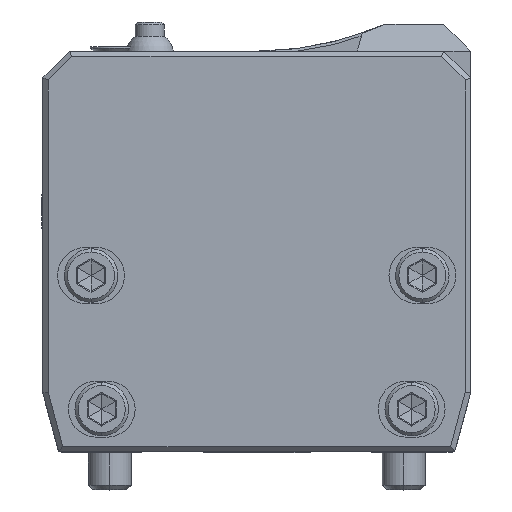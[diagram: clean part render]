
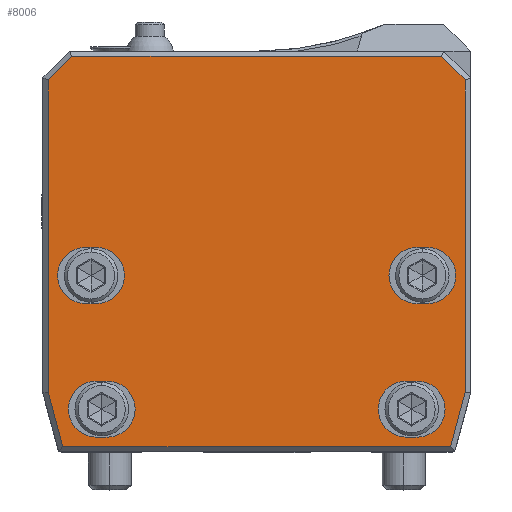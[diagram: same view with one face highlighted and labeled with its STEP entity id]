
A CAD part, top view. The second image highlights one B-rep face of the part: STEP entity #8006.
In plain terms, the highlighted planar face has unit normal (0, 0, 1).
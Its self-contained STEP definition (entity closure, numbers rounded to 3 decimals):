
#851=DIRECTION('',(1.,0.,0.));
#852=VECTOR('',#851,72.57);
#853=CARTESIAN_POINT('',(-36.285,1.,15.));
#854=LINE('',#853,#852);
#855=DIRECTION('',(0.259,-0.966,0.));
#856=VECTOR('',#855,10.489);
#857=CARTESIAN_POINT('',(-39.,11.132,15.));
#858=LINE('',#857,#856);
#859=DIRECTION('',(0.,-1.,0.));
#860=VECTOR('',#859,58.454);
#861=CARTESIAN_POINT('',(-39.,69.586,15.));
#862=LINE('',#861,#860);
#863=DIRECTION('',(-0.707,-0.707,0.));
#864=VECTOR('',#863,6.243);
#865=CARTESIAN_POINT('',(-34.586,74.,15.));
#866=LINE('',#865,#864);
#867=DIRECTION('',(-1.,0.,0.));
#868=VECTOR('',#867,69.172);
#869=CARTESIAN_POINT('',(34.586,74.,15.));
#870=LINE('',#869,#868);
#871=DIRECTION('',(-0.707,0.707,0.));
#872=VECTOR('',#871,6.243);
#873=CARTESIAN_POINT('',(39.,69.586,15.));
#874=LINE('',#873,#872);
#875=DIRECTION('',(0.,1.,0.));
#876=VECTOR('',#875,58.454);
#877=CARTESIAN_POINT('',(39.,11.132,15.));
#878=LINE('',#877,#876);
#879=DIRECTION('',(0.259,0.966,0.));
#880=VECTOR('',#879,10.489);
#881=CARTESIAN_POINT('',(36.285,1.,15.));
#882=LINE('',#881,#880);
#883=CARTESIAN_POINT('',(-32.,33.,15.));
#884=DIRECTION('',(0.,0.,1.));
#885=DIRECTION('',(0.,1.,0.));
#886=AXIS2_PLACEMENT_3D('',#883,#884,#885);
#888=DIRECTION('',(1.,0.,0.));
#889=VECTOR('',#888,2.);
#890=CARTESIAN_POINT('',(-32.,27.75,15.));
#891=LINE('',#890,#889);
#892=CARTESIAN_POINT('',(-30.,33.,15.));
#893=DIRECTION('',(0.,0.,1.));
#894=DIRECTION('',(0.,-1.,0.));
#895=AXIS2_PLACEMENT_3D('',#892,#893,#894);
#897=DIRECTION('',(-1.,0.,0.));
#898=VECTOR('',#897,2.);
#899=CARTESIAN_POINT('',(-30.,38.25,15.));
#900=LINE('',#899,#898);
#901=CARTESIAN_POINT('',(-30.,8.,15.));
#902=DIRECTION('',(0.,0.,1.));
#903=DIRECTION('',(0.,1.,0.));
#904=AXIS2_PLACEMENT_3D('',#901,#902,#903);
#906=DIRECTION('',(1.,0.,0.));
#907=VECTOR('',#906,2.);
#908=CARTESIAN_POINT('',(-30.,2.75,15.));
#909=LINE('',#908,#907);
#910=CARTESIAN_POINT('',(-28.,8.,15.));
#911=DIRECTION('',(0.,0.,1.));
#912=DIRECTION('',(0.,-1.,0.));
#913=AXIS2_PLACEMENT_3D('',#910,#911,#912);
#915=DIRECTION('',(-1.,0.,0.));
#916=VECTOR('',#915,2.);
#917=CARTESIAN_POINT('',(-28.,13.25,15.));
#918=LINE('',#917,#916);
#919=DIRECTION('',(-1.,0.,0.));
#920=VECTOR('',#919,2.);
#921=CARTESIAN_POINT('',(32.,38.25,15.));
#922=LINE('',#921,#920);
#923=CARTESIAN_POINT('',(30.,33.,15.));
#924=DIRECTION('',(0.,0.,1.));
#925=DIRECTION('',(0.,1.,0.));
#926=AXIS2_PLACEMENT_3D('',#923,#924,#925);
#928=DIRECTION('',(1.,0.,0.));
#929=VECTOR('',#928,2.);
#930=CARTESIAN_POINT('',(30.,27.75,15.));
#931=LINE('',#930,#929);
#932=CARTESIAN_POINT('',(32.,33.,15.));
#933=DIRECTION('',(0.,0.,1.));
#934=DIRECTION('',(0.,-1.,0.));
#935=AXIS2_PLACEMENT_3D('',#932,#933,#934);
#937=DIRECTION('',(-1.,0.,0.));
#938=VECTOR('',#937,2.);
#939=CARTESIAN_POINT('',(30.,13.25,15.));
#940=LINE('',#939,#938);
#941=CARTESIAN_POINT('',(28.,8.,15.));
#942=DIRECTION('',(0.,0.,1.));
#943=DIRECTION('',(0.,1.,0.));
#944=AXIS2_PLACEMENT_3D('',#941,#942,#943);
#946=DIRECTION('',(1.,0.,0.));
#947=VECTOR('',#946,2.);
#948=CARTESIAN_POINT('',(28.,2.75,15.));
#949=LINE('',#948,#947);
#950=CARTESIAN_POINT('',(30.,8.,15.));
#951=DIRECTION('',(0.,0.,1.));
#952=DIRECTION('',(0.,-1.,0.));
#953=AXIS2_PLACEMENT_3D('',#950,#951,#952);
#6155=CARTESIAN_POINT('',(-32.,38.25,15.));
#6156=CARTESIAN_POINT('',(-32.,27.75,15.));
#6157=VERTEX_POINT('',#6155);
#6158=VERTEX_POINT('',#6156);
#6159=CARTESIAN_POINT('',(-30.,27.75,15.));
#6160=VERTEX_POINT('',#6159);
#6161=CARTESIAN_POINT('',(-30.,38.25,15.));
#6162=VERTEX_POINT('',#6161);
#6163=CARTESIAN_POINT('',(-30.,13.25,15.));
#6164=CARTESIAN_POINT('',(-30.,2.75,15.));
#6165=VERTEX_POINT('',#6163);
#6166=VERTEX_POINT('',#6164);
#6167=CARTESIAN_POINT('',(-28.,2.75,15.));
#6168=VERTEX_POINT('',#6167);
#6169=CARTESIAN_POINT('',(-28.,13.25,15.));
#6170=VERTEX_POINT('',#6169);
#6171=CARTESIAN_POINT('',(32.,38.25,15.));
#6172=CARTESIAN_POINT('',(30.,38.25,15.));
#6173=VERTEX_POINT('',#6171);
#6174=VERTEX_POINT('',#6172);
#6175=CARTESIAN_POINT('',(30.,27.75,15.));
#6176=VERTEX_POINT('',#6175);
#6177=CARTESIAN_POINT('',(32.,27.75,15.));
#6178=VERTEX_POINT('',#6177);
#6179=CARTESIAN_POINT('',(30.,13.25,15.));
#6180=CARTESIAN_POINT('',(28.,13.25,15.));
#6181=VERTEX_POINT('',#6179);
#6182=VERTEX_POINT('',#6180);
#6183=CARTESIAN_POINT('',(28.,2.75,15.));
#6184=VERTEX_POINT('',#6183);
#6185=CARTESIAN_POINT('',(30.,2.75,15.));
#6186=VERTEX_POINT('',#6185);
#6191=CARTESIAN_POINT('',(-36.285,1.,15.));
#6192=CARTESIAN_POINT('',(36.285,1.,15.));
#6193=VERTEX_POINT('',#6191);
#6194=VERTEX_POINT('',#6192);
#6197=CARTESIAN_POINT('',(39.,11.132,15.));
#6198=VERTEX_POINT('',#6197);
#6201=CARTESIAN_POINT('',(39.,69.586,15.));
#6202=VERTEX_POINT('',#6201);
#6207=CARTESIAN_POINT('',(34.586,74.,15.));
#6208=CARTESIAN_POINT('',(-34.586,74.,15.));
#6209=VERTEX_POINT('',#6207);
#6210=VERTEX_POINT('',#6208);
#6211=CARTESIAN_POINT('',(-39.,69.586,15.));
#6212=CARTESIAN_POINT('',(-39.,11.132,15.));
#6213=VERTEX_POINT('',#6211);
#6214=VERTEX_POINT('',#6212);
#7945=CARTESIAN_POINT('',(0.,0.,15.));
#7946=DIRECTION('',(0.,0.,1.));
#7947=DIRECTION('',(1.,0.,0.));
#7948=AXIS2_PLACEMENT_3D('',#7945,#7946,#7947);
#7949=PLANE('',#7948);
#7951=ORIENTED_EDGE('',*,*,#7950,.F.);
#7952=ORIENTED_EDGE('',*,*,#7924,.F.);
#7953=ORIENTED_EDGE('',*,*,#7936,.F.);
#7955=ORIENTED_EDGE('',*,*,#7954,.F.);
#7957=ORIENTED_EDGE('',*,*,#7956,.F.);
#7959=ORIENTED_EDGE('',*,*,#7958,.F.);
#7961=ORIENTED_EDGE('',*,*,#7960,.F.);
#7963=ORIENTED_EDGE('',*,*,#7962,.F.);
#7964=EDGE_LOOP('',(#7951,#7952,#7953,#7955,#7957,#7959,#7961,#7963));
#7965=FACE_OUTER_BOUND('',#7964,.F.);
#7967=ORIENTED_EDGE('',*,*,#7966,.T.);
#7969=ORIENTED_EDGE('',*,*,#7968,.T.);
#7971=ORIENTED_EDGE('',*,*,#7970,.T.);
#7973=ORIENTED_EDGE('',*,*,#7972,.T.);
#7974=EDGE_LOOP('',(#7967,#7969,#7971,#7973));
#7975=FACE_BOUND('',#7974,.F.);
#7977=ORIENTED_EDGE('',*,*,#7976,.T.);
#7979=ORIENTED_EDGE('',*,*,#7978,.T.);
#7981=ORIENTED_EDGE('',*,*,#7980,.T.);
#7983=ORIENTED_EDGE('',*,*,#7982,.T.);
#7984=EDGE_LOOP('',(#7977,#7979,#7981,#7983));
#7985=FACE_BOUND('',#7984,.F.);
#7987=ORIENTED_EDGE('',*,*,#7986,.T.);
#7989=ORIENTED_EDGE('',*,*,#7988,.T.);
#7991=ORIENTED_EDGE('',*,*,#7990,.T.);
#7993=ORIENTED_EDGE('',*,*,#7992,.T.);
#7994=EDGE_LOOP('',(#7987,#7989,#7991,#7993));
#7995=FACE_BOUND('',#7994,.F.);
#7997=ORIENTED_EDGE('',*,*,#7996,.T.);
#7999=ORIENTED_EDGE('',*,*,#7998,.T.);
#8001=ORIENTED_EDGE('',*,*,#8000,.T.);
#8003=ORIENTED_EDGE('',*,*,#8002,.T.);
#8004=EDGE_LOOP('',(#7997,#7999,#8001,#8003));
#8005=FACE_BOUND('',#8004,.F.);
#887=CIRCLE('',#886,5.25);
#896=CIRCLE('',#895,5.25);
#905=CIRCLE('',#904,5.25);
#914=CIRCLE('',#913,5.25);
#927=CIRCLE('',#926,5.25);
#936=CIRCLE('',#935,5.25);
#945=CIRCLE('',#944,5.25);
#954=CIRCLE('',#953,5.25);
#7924=EDGE_CURVE('',#6214,#6193,#858,.T.);
#7936=EDGE_CURVE('',#6213,#6214,#862,.T.);
#7950=EDGE_CURVE('',#6193,#6194,#854,.T.);
#7954=EDGE_CURVE('',#6210,#6213,#866,.T.);
#7956=EDGE_CURVE('',#6209,#6210,#870,.T.);
#7958=EDGE_CURVE('',#6202,#6209,#874,.T.);
#7960=EDGE_CURVE('',#6198,#6202,#878,.T.);
#7962=EDGE_CURVE('',#6194,#6198,#882,.T.);
#7966=EDGE_CURVE('',#6157,#6158,#887,.T.);
#7968=EDGE_CURVE('',#6158,#6160,#891,.T.);
#7970=EDGE_CURVE('',#6160,#6162,#896,.T.);
#7972=EDGE_CURVE('',#6162,#6157,#900,.T.);
#7976=EDGE_CURVE('',#6165,#6166,#905,.T.);
#7978=EDGE_CURVE('',#6166,#6168,#909,.T.);
#7980=EDGE_CURVE('',#6168,#6170,#914,.T.);
#7982=EDGE_CURVE('',#6170,#6165,#918,.T.);
#7986=EDGE_CURVE('',#6173,#6174,#922,.T.);
#7988=EDGE_CURVE('',#6174,#6176,#927,.T.);
#7990=EDGE_CURVE('',#6176,#6178,#931,.T.);
#7992=EDGE_CURVE('',#6178,#6173,#936,.T.);
#7996=EDGE_CURVE('',#6181,#6182,#940,.T.);
#7998=EDGE_CURVE('',#6182,#6184,#945,.T.);
#8000=EDGE_CURVE('',#6184,#6186,#949,.T.);
#8002=EDGE_CURVE('',#6186,#6181,#954,.T.);
#8006=ADVANCED_FACE('',(#7965,#7975,#7985,#7995,#8005),#7949,.T.);
